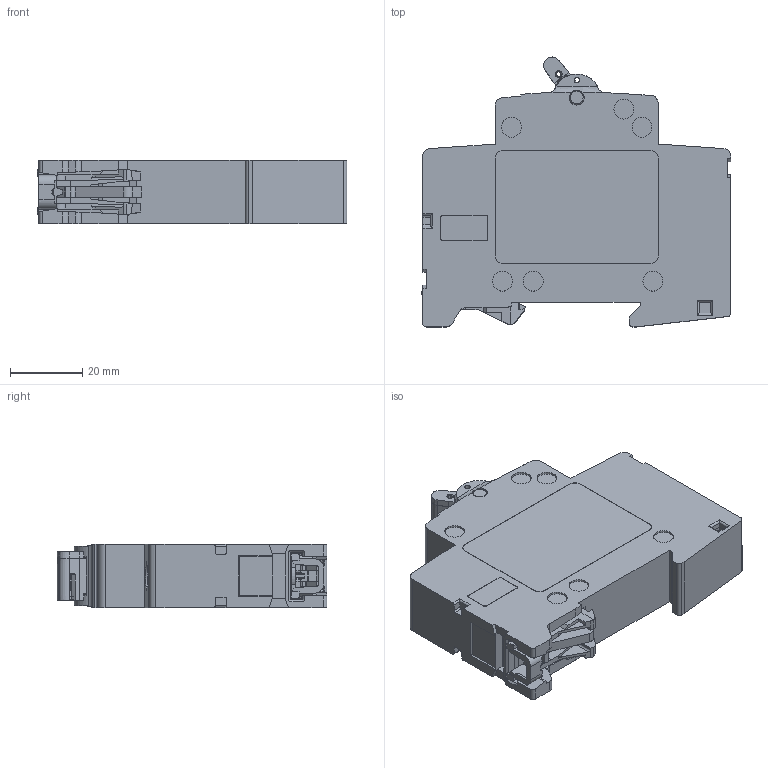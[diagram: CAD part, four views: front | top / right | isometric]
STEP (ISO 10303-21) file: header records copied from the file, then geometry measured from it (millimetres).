
FILE_DESCRIPTION((''),'2;1');
FILE_NAME('2CDE281001_SW0001','2014-01-03T',('DEU121941'),(''),'PRO/ENGINEER BY PARAMETRIC TECHNOLOGY CORPORATION, 2011310','PRO/ENGINEER BY PARAMETRIC TECHNOLOGY CORPORATION, 2011310','');
FILE_SCHEMA(('AUTOMOTIVE_DESIGN_CC2 { 1 2 10303 214 -1 1 5 2 }'));
Length unit declared in the file: millimetre
Products named in the file (1): 2CDE281001_SW0001
Bounding box: 85.4 x 74.5 x 17.4 mm (x, y, z)
Volume: 77991.9 mm3; surface area: 17316.2 mm2
Topology: 1 solids, 1 shells, 857 faces, 2368 edges, 1534 vertices
Faces by surface type: plane 529, cylinder 205, cone 67, bspline 31, torus 25
Entity records: 36916 total; most frequent: CARTESIAN_POINT 8321, ORIENTED_EDGE 4736, DIRECTION 4144, EDGE_CURVE 2368, VECTOR 1600, LINE 1600, VERTEX_POINT 1534, AXIS2_PLACEMENT_3D 1272
